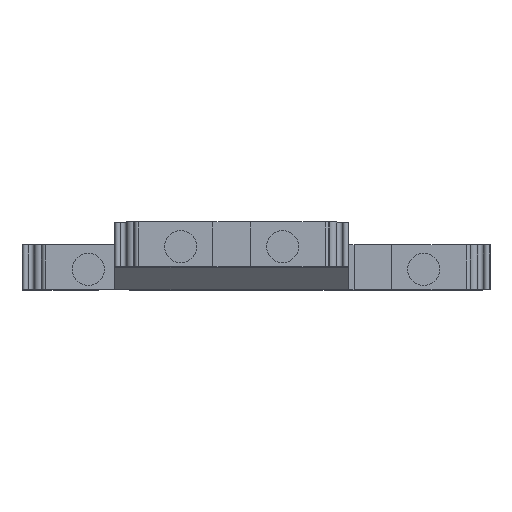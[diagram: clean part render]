
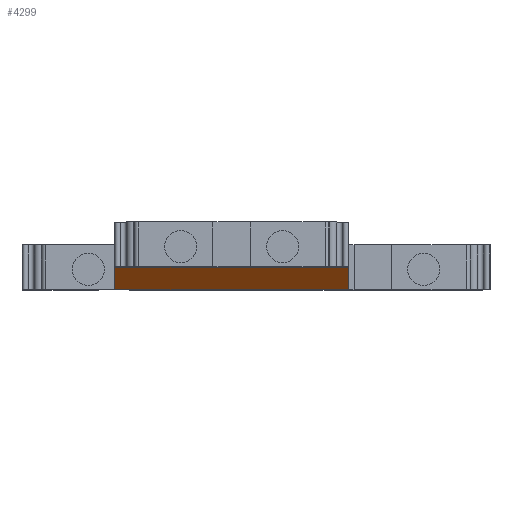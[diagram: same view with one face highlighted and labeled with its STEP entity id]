
A CAD part, top view. The second image highlights one B-rep face of the part: STEP entity #4299.
In plain terms, the highlighted planar face has unit normal (0, -0.669, 0.743).
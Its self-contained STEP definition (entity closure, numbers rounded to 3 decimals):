
#306=ORIENTED_EDGE('',*,*,#1571,.F.);
#307=ORIENTED_EDGE('',*,*,#1572,.F.);
#308=ORIENTED_EDGE('',*,*,#1573,.F.);
#309=ORIENTED_EDGE('',*,*,#1574,.F.);
#1571=EDGE_CURVE('',#2196,#2197,#2621,.T.);
#1572=EDGE_CURVE('',#2198,#2196,#2622,.T.);
#1573=EDGE_CURVE('',#2199,#2198,#2623,.T.);
#1574=EDGE_CURVE('',#2197,#2199,#2624,.T.);
#2196=VERTEX_POINT('',#6272);
#2197=VERTEX_POINT('',#6273);
#2198=VERTEX_POINT('',#6275);
#2199=VERTEX_POINT('',#6277);
#2621=LINE('',#6271,#3149);
#2622=LINE('',#6274,#3150);
#2623=LINE('',#6276,#3151);
#2624=LINE('',#6278,#3152);
#3149=VECTOR('',#5036,1000.);
#3150=VECTOR('',#5037,1000.);
#3151=VECTOR('',#5038,1000.);
#3152=VECTOR('',#5039,1000.);
#3647=EDGE_LOOP('',(#306,#307,#308,#309));
#3889=FACE_BOUND('',#3647,.T.);
#4116=PLANE('',#4564);
#4299=ADVANCED_FACE('',(#3889),#4116,.T.);
#4564=AXIS2_PLACEMENT_3D('',#6270,#5034,#5035);
#5034=DIRECTION('',(0.,-0.669,0.743));
#5035=DIRECTION('',(0.,-0.743,-0.669));
#5036=DIRECTION('',(0.,0.743,0.669));
#5037=DIRECTION('',(-1.,0.,0.));
#5038=DIRECTION('',(0.,-0.743,-0.669));
#5039=DIRECTION('',(1.,0.,0.));
#6270=CARTESIAN_POINT('',(-59.659,3.,9.4));
#6271=CARTESIAN_POINT('',(-18.85,4.972,11.175));
#6272=CARTESIAN_POINT('',(-18.85,0.,6.7));
#6273=CARTESIAN_POINT('',(-18.85,3.,9.4));
#6274=CARTESIAN_POINT('',(9.251,0.,6.7));
#6275=CARTESIAN_POINT('',(12.35,0.,6.7));
#6276=CARTESIAN_POINT('',(12.35,12.861,18.275));
#6277=CARTESIAN_POINT('',(12.35,3.,9.4));
#6278=CARTESIAN_POINT('',(-59.659,3.,9.4));
